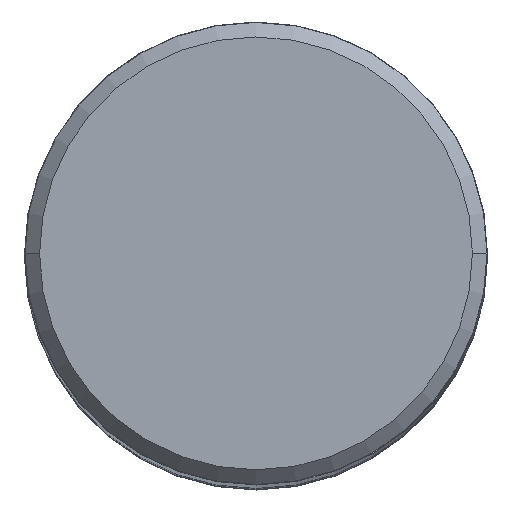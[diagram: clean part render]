
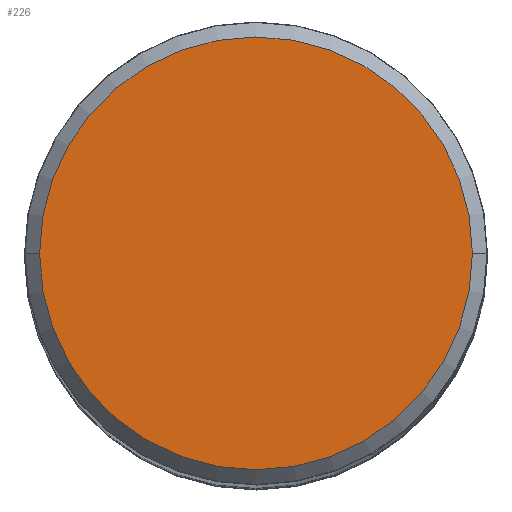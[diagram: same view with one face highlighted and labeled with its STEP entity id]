
A CAD part, top view. The second image highlights one B-rep face of the part: STEP entity #226.
In plain terms, the highlighted planar face has unit normal (0, 0, 1).
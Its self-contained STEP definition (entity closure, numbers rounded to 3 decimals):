
#55=PLANE('',#1894);
#226=ADVANCED_FACE('',(#354),#55,.F.);
#354=FACE_OUTER_BOUND('',#454,.T.);
#454=EDGE_LOOP('',(#846,#847));
#846=ORIENTED_EDGE('',*,*,#1176,.F.);
#847=ORIENTED_EDGE('',*,*,#1177,.F.);
#975=VERTEX_POINT('',#3528);
#976=VERTEX_POINT('',#3530);
#1176=EDGE_CURVE('',#976,#975,#1399,.T.);
#1177=EDGE_CURVE('',#975,#976,#1400,.T.);
#1399=CIRCLE('',#1891,14.84);
#1400=CIRCLE('',#1893,14.84);
#1891=AXIS2_PLACEMENT_3D('',#3531,#2400,#2401);
#1893=AXIS2_PLACEMENT_3D('',#3533,#2404,#2405);
#1894=AXIS2_PLACEMENT_3D('',#3534,#2406,#2407);
#2400=DIRECTION('',(0.,0.,-1.));
#2401=DIRECTION('',(-1.,-0.002,0.));
#2404=DIRECTION('',(0.,0.,-1.));
#2405=DIRECTION('',(1.,0.002,0.));
#2406=DIRECTION('',(0.,0.,-1.));
#2407=DIRECTION('',(-1.,-0.002,0.));
#3528=CARTESIAN_POINT('',(14.84,0.023,0.));
#3530=CARTESIAN_POINT('',(-14.84,-0.023,0.));
#3531=CARTESIAN_POINT('',(0.,0.,0.));
#3533=CARTESIAN_POINT('',(0.,0.,0.));
#3534=CARTESIAN_POINT('',(0.,0.,0.));
